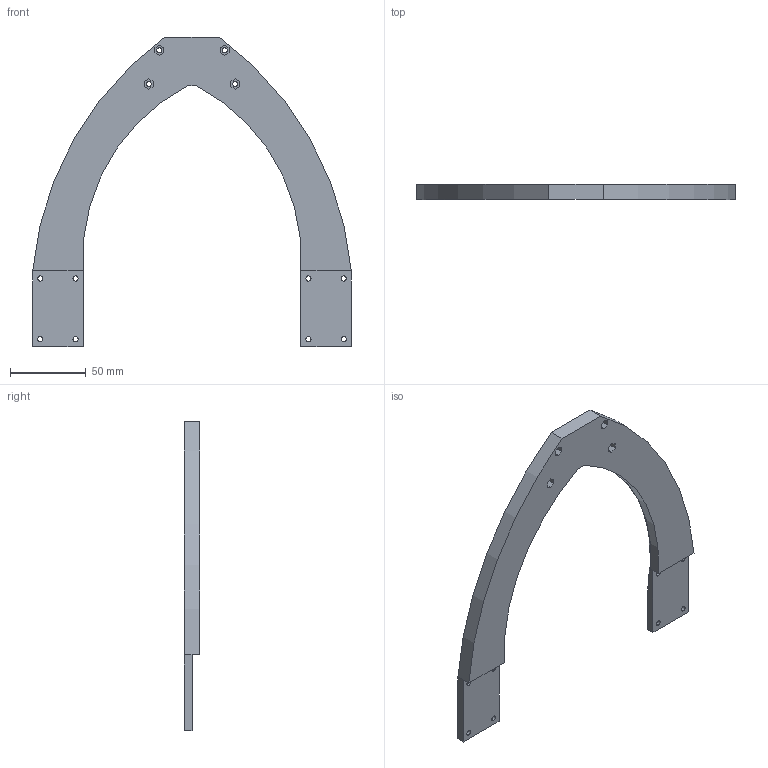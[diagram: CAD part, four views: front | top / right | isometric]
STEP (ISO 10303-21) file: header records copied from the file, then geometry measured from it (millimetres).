
FILE_DESCRIPTION (( 'STEP AP203' ), '1' );
FILE_NAME ('01a_Baseplate_part1_20deg.step', '2021-01-10T11:56:28', ( '' ), ( '' ), 'SwSTEP 2.0', 'SolidWorks 2020', '' );
FILE_SCHEMA (( 'CONFIG_CONTROL_DESIGN' ));
Length unit declared in the file: millimetre
Products named in the file (1): 01a_Baseplate_part1_20deg
Bounding box: 210 x 10 x 204 mm (x, y, z)
Volume: 118866.7 mm3; surface area: 36566.3 mm2
Topology: 1 solids, 1 shells, 73 faces, 195 edges, 128 vertices
Faces by surface type: plane 42, cylinder 29, torus 2
Entity records: 2464 total; most frequent: CARTESIAN_POINT 465, DIRECTION 397, ORIENTED_EDGE 390, EDGE_CURVE 195, VECTOR 133, LINE 133, AXIS2_PLACEMENT_3D 132, VERTEX_POINT 128
